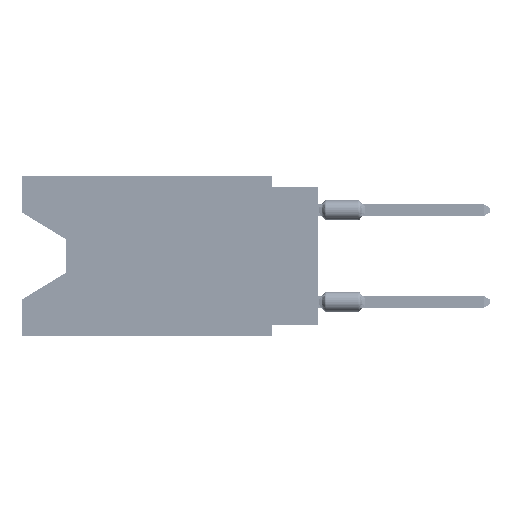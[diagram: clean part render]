
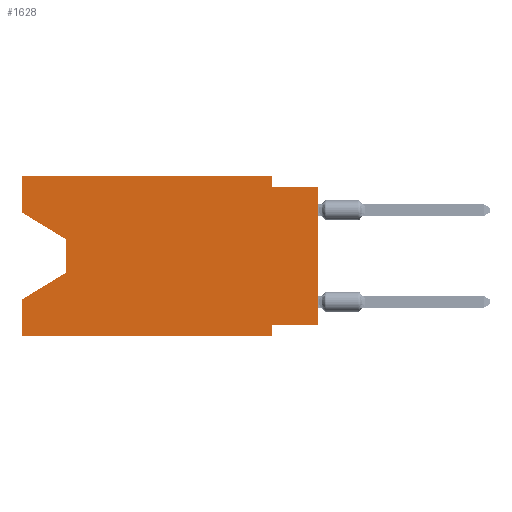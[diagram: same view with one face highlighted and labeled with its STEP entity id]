
A CAD part, left-side view. The second image highlights one B-rep face of the part: STEP entity #1628.
In plain terms, the highlighted planar face has unit normal (-1, 0, 0).
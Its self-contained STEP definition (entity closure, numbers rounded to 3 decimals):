
#1315 = VERTEX_POINT ( 'NONE', #62521 ) ;
#1628 = ADVANCED_FACE ( 'NONE', ( #56402 ), #27624, .F. ) ;
#2172 = EDGE_CURVE ( 'NONE', #17070, #59262, #51471, .T. ) ;
#2418 = CARTESIAN_POINT ( 'NONE',  ( 0., 13.97, -5.385 ) ) ;
#3153 = CARTESIAN_POINT ( 'NONE',  ( 0., 16.383, 0. ) ) ;
#3514 = LINE ( 'NONE', #9492, #7730 ) ;
#3994 = DIRECTION ( 'NONE',  ( 0., -1., 0. ) ) ;
#4421 = EDGE_CURVE ( 'NONE', #1315, #47304, #32361, .T. ) ;
#4663 = EDGE_CURVE ( 'NONE', #21296, #14816, #55188, .T. ) ;
#5217 = CARTESIAN_POINT ( 'NONE',  ( 0., 16.383, 0. ) ) ;
#5565 = DIRECTION ( 'NONE',  ( 0., 1., 0. ) ) ;
#6477 = DIRECTION ( 'NONE',  ( 0., 0., -1. ) ) ;
#7077 = VECTOR ( 'NONE', #65905, 1000. ) ;
#7382 = EDGE_CURVE ( 'NONE', #17070, #46103, #11343, .T. ) ;
#7511 = EDGE_CURVE ( 'NONE', #58479, #40989, #8392, .T. ) ;
#7730 = VECTOR ( 'NONE', #43854, 1000. ) ;
#8392 = LINE ( 'NONE', #3153, #56474 ) ;
#8489 = CARTESIAN_POINT ( 'NONE',  ( 0., 16.383, 0. ) ) ;
#9492 = CARTESIAN_POINT ( 'NONE',  ( 0., 13.97, -5.385 ) ) ;
#9693 = ORIENTED_EDGE ( 'NONE', *, *, #53875, .T. ) ;
#9973 = CARTESIAN_POINT ( 'NONE',  ( 0., 0., -0.635 ) ) ;
#10003 = DIRECTION ( 'NONE',  ( 0., 0., -1. ) ) ;
#10481 = VECTOR ( 'NONE', #72721, 1000. ) ;
#11343 = LINE ( 'NONE', #50965, #58861 ) ;
#11378 = VERTEX_POINT ( 'NONE', #2418 ) ;
#12087 = LINE ( 'NONE', #34874, #16822 ) ;
#13998 = CARTESIAN_POINT ( 'NONE',  ( 0., 0., 0. ) ) ;
#14816 = VERTEX_POINT ( 'NONE', #55598 ) ;
#15529 = LINE ( 'NONE', #71567, #38869 ) ;
#16697 = LINE ( 'NONE', #44725, #10481 ) ;
#16822 = VECTOR ( 'NONE', #6477, 1000. ) ;
#17070 = VERTEX_POINT ( 'NONE', #32923 ) ;
#19806 = ORIENTED_EDGE ( 'NONE', *, *, #41350, .F. ) ;
#20297 = EDGE_LOOP ( 'NONE', ( #9693, #42345, #29160, #51635, #57851, #19806, #24955, #63577, #26532, #68331, #58975, #22041 ) ) ;
#21296 = VERTEX_POINT ( 'NONE', #67186 ) ;
#21494 = VECTOR ( 'NONE', #3994, 1000. ) ;
#22041 = ORIENTED_EDGE ( 'NONE', *, *, #7511, .F. ) ;
#22187 = DIRECTION ( 'NONE',  ( 0., 0., 1. ) ) ;
#23441 = EDGE_CURVE ( 'NONE', #11378, #46103, #3514, .T. ) ;
#24955 = ORIENTED_EDGE ( 'NONE', *, *, #4421, .F. ) ;
#26210 = VERTEX_POINT ( 'NONE', #70673 ) ;
#26532 = ORIENTED_EDGE ( 'NONE', *, *, #4663, .F. ) ;
#27624 = PLANE ( 'NONE',  #47561 ) ;
#28247 = CARTESIAN_POINT ( 'NONE',  ( 0., 2.54, -8.89 ) ) ;
#29160 = ORIENTED_EDGE ( 'NONE', *, *, #23441, .T. ) ;
#30402 = EDGE_CURVE ( 'NONE', #66509, #21296, #16697, .T. ) ;
#31173 = DIRECTION ( 'NONE',  ( 0., 0., 1. ) ) ;
#32361 = LINE ( 'NONE', #69414, #70287 ) ;
#32923 = CARTESIAN_POINT ( 'NONE',  ( 0., 16.383, -8.89 ) ) ;
#34632 = DIRECTION ( 'NONE',  ( 0., -1., 0. ) ) ;
#34874 = CARTESIAN_POINT ( 'NONE',  ( 0., 2.54, -8.89 ) ) ;
#38158 = VECTOR ( 'NONE', #70859, 1000. ) ;
#38869 = VECTOR ( 'NONE', #65968, 1000. ) ;
#40989 = VERTEX_POINT ( 'NONE', #56650 ) ;
#41350 = EDGE_CURVE ( 'NONE', #47304, #59262, #12087, .T. ) ;
#42345 = ORIENTED_EDGE ( 'NONE', *, *, #52219, .T. ) ;
#43854 = DIRECTION ( 'NONE',  ( 0., 0.855, -0.519 ) ) ;
#44725 = CARTESIAN_POINT ( 'NONE',  ( 0., 2.54, 0. ) ) ;
#46103 = VERTEX_POINT ( 'NONE', #51852 ) ;
#46532 = CARTESIAN_POINT ( 'NONE',  ( 0., 16.383, -2.038 ) ) ;
#47304 = VERTEX_POINT ( 'NONE', #66472 ) ;
#47561 = AXIS2_PLACEMENT_3D ( 'NONE', #5217, #49698, #72446 ) ;
#48011 = LINE ( 'NONE', #13998, #7077 ) ;
#49698 = DIRECTION ( 'NONE',  ( 1., 0., 0. ) ) ;
#50965 = CARTESIAN_POINT ( 'NONE',  ( 0., 16.383, 0. ) ) ;
#51471 = LINE ( 'NONE', #56687, #59551 ) ;
#51635 = ORIENTED_EDGE ( 'NONE', *, *, #7382, .F. ) ;
#51852 = CARTESIAN_POINT ( 'NONE',  ( 0., 16.383, -6.852 ) ) ;
#52219 = EDGE_CURVE ( 'NONE', #26210, #11378, #66043, .T. ) ;
#53305 = CARTESIAN_POINT ( 'NONE',  ( 0., 2.54, 0. ) ) ;
#53763 = VECTOR ( 'NONE', #10003, 1000. ) ;
#53875 = EDGE_CURVE ( 'NONE', #58479, #26210, #15529, .T. ) ;
#55188 = LINE ( 'NONE', #9973, #21494 ) ;
#55598 = CARTESIAN_POINT ( 'NONE',  ( 0., 0., -0.635 ) ) ;
#56402 = FACE_OUTER_BOUND ( 'NONE', #20297, .T. ) ;
#56474 = VECTOR ( 'NONE', #31173, 1000. ) ;
#56650 = CARTESIAN_POINT ( 'NONE',  ( 0., 16.383, 0. ) ) ;
#56687 = CARTESIAN_POINT ( 'NONE',  ( 0., 16.383, -8.89 ) ) ;
#57111 = EDGE_CURVE ( 'NONE', #1315, #14816, #48011, .T. ) ;
#57851 = ORIENTED_EDGE ( 'NONE', *, *, #2172, .T. ) ;
#58286 = EDGE_CURVE ( 'NONE', #40989, #66509, #70494, .T. ) ;
#58479 = VERTEX_POINT ( 'NONE', #46532 ) ;
#58861 = VECTOR ( 'NONE', #22187, 1000. ) ;
#58975 = ORIENTED_EDGE ( 'NONE', *, *, #58286, .F. ) ;
#59262 = VERTEX_POINT ( 'NONE', #28247 ) ;
#59551 = VECTOR ( 'NONE', #34632, 1000. ) ;
#60443 = CARTESIAN_POINT ( 'NONE',  ( 0., 13.97, -3.505 ) ) ;
#62521 = CARTESIAN_POINT ( 'NONE',  ( 0., 0., -8.255 ) ) ;
#63577 = ORIENTED_EDGE ( 'NONE', *, *, #57111, .T. ) ;
#65905 = DIRECTION ( 'NONE',  ( 0., 0., 1. ) ) ;
#65968 = DIRECTION ( 'NONE',  ( 0., -0.855, -0.519 ) ) ;
#66043 = LINE ( 'NONE', #60443, #53763 ) ;
#66472 = CARTESIAN_POINT ( 'NONE',  ( 0., 2.54, -8.255 ) ) ;
#66509 = VERTEX_POINT ( 'NONE', #53305 ) ;
#67186 = CARTESIAN_POINT ( 'NONE',  ( 0., 2.54, -0.635 ) ) ;
#68331 = ORIENTED_EDGE ( 'NONE', *, *, #30402, .F. ) ;
#69414 = CARTESIAN_POINT ( 'NONE',  ( 0., 0., -8.255 ) ) ;
#70287 = VECTOR ( 'NONE', #5565, 1000. ) ;
#70494 = LINE ( 'NONE', #8489, #38158 ) ;
#70673 = CARTESIAN_POINT ( 'NONE',  ( 0., 13.97, -3.505 ) ) ;
#70859 = DIRECTION ( 'NONE',  ( 0., -1., 0. ) ) ;
#71567 = CARTESIAN_POINT ( 'NONE',  ( 0., 16.383, -2.038 ) ) ;
#72446 = DIRECTION ( 'NONE',  ( 0., 0., -1. ) ) ;
#72721 = DIRECTION ( 'NONE',  ( 0., 0., -1. ) ) ;
